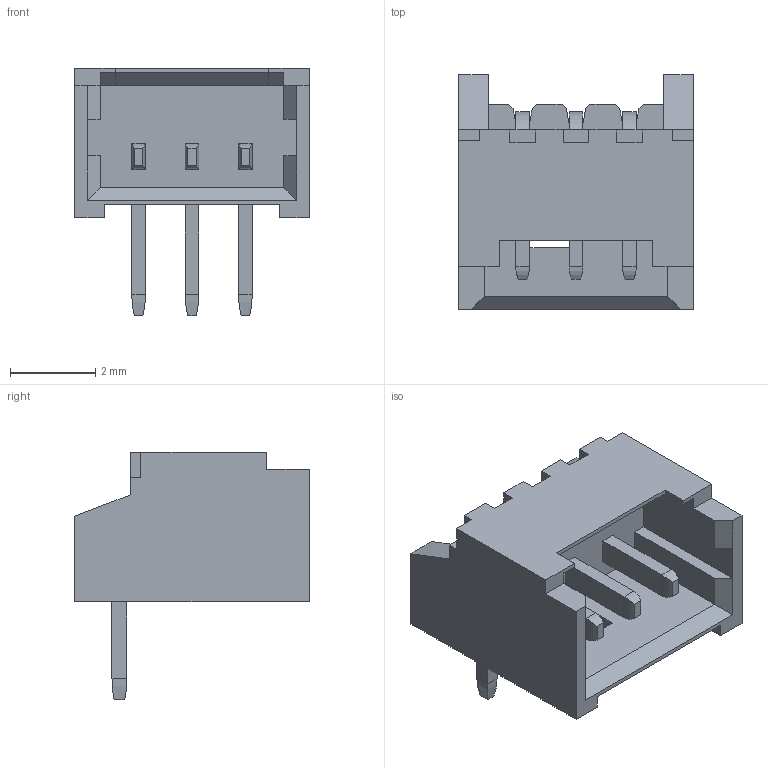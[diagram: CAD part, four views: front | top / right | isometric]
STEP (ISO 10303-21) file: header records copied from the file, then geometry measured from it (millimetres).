
FILE_DESCRIPTION( ( '' ), ' ' );
FILE_NAME( '5baa4e3fc59cbf10709373ed.step', '2018-09-25T15:03:27', ( '' ), ( '' ), ' ', ' ', ' ' );
FILE_SCHEMA( ( 'AUTOMOTIVE_DESIGN { 1 0 10303 214 1 1 1 1 }' ) );
Length unit declared in the file: metre
Products named in the file (7): Open CASCADE STEP translator 6.8 2; Open CASCADE STEP translator 6.8 1
Bounding box: 5.5 x 5.5 x 5.8 mm (x, y, z)
Volume: 47.5 mm3; surface area: 185.1 mm2
Topology: 1 solids, 1 shells, 147 faces, 390 edges, 254 vertices
Faces by surface type: plane 120, cylinder 15, bspline 12
Entity records: 7967 total; most frequent: CARTESIAN_POINT 1245, ORIENTED_EDGE 768, DIRECTION 653, STYLED_ITEM 537, PRESENTATION_STYLE_ASSIGNMENT 537, COLOUR_RGB 537, CURVE_STYLE 390, DRAUGHTING_PRE_DEFINED_CURVE_FONT 390
